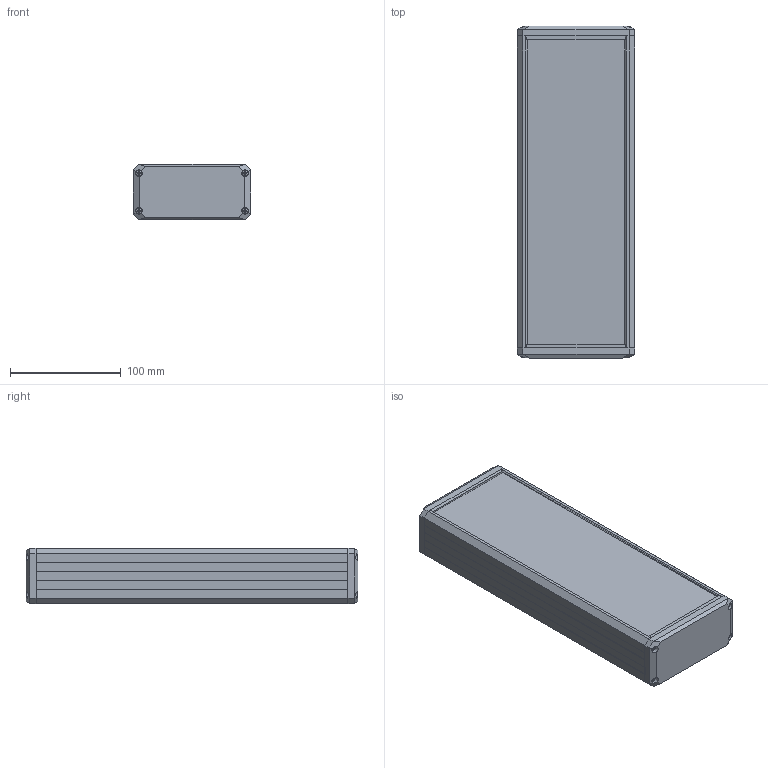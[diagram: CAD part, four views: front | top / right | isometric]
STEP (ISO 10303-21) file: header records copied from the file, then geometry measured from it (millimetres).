
FILE_DESCRIPTION(/* description */ (''),/* implementation_level */ '2;1');
FILE_NAME(/* name */ '1501100800 - DB 1300.stp',/* time_stamp */ '2019-09-11T14:55:01+02:00',/* author */ ('alexander.rose'),/* organization */ (''),/* preprocessor_version */ 'ST-DEVELOPER v17',/* originating_system */ 'Autodesk Inventor 2019',/* authorisation */ '');
FILE_SCHEMA (('AUTOMOTIVE_DESIGN { 1 0 10303 214 3 1 1 }'));
Length unit declared in the file: millimetre
Products named in the file (6): 1501100800 - DB 1300; Profil DB 1 106x50 _ konfigurierbar; Frontplatte DB 1 _ konfigurierbar; 1520100202-Kappe DB 1; WUERTH 013729 13 self-tapping screw  DIN 7983 ST2.9x13-C-H VORDEF A2S
 ST; 1990000000 - C2,9 x 13 (DIN 7983)1
Assembly tree (12 placements, depth 2):
  1501100800 - DB 1300
    Profil DB 1 106x50 _ konfigurierbar
    Frontplatte DB 1 _ konfigurierbar
    1520100202-Kappe DB 1  x2
    WUERTH 013729 13 self-tapping screw  DIN 7983 ST2.9x13-C-H VORDEF A2S
 ST  x4
    1990000000 - C2,9 x 13 (DIN 7983)1  x4
Bounding box: 106 x 300 x 50 mm (x, y, z)
Volume: 325161.4 mm3; surface area: 253430.1 mm2
Topology: 12 solids, 12 shells, 692 faces, 2018 edges, 1352 vertices
Faces by surface type: plane 522, cone 116, cylinder 38, torus 8, bspline 8
Full cylindrical faces by diameter (mm): 2.9 x8, 5.5 x8
Entity records: 12911 total; most frequent: CARTESIAN_POINT 2495, ORIENTED_EDGE 2206, DIRECTION 2027, EDGE_CURVE 1103, LINE 859, VECTOR 859, VERTEX_POINT 738, AXIS2_PLACEMENT_3D 584
